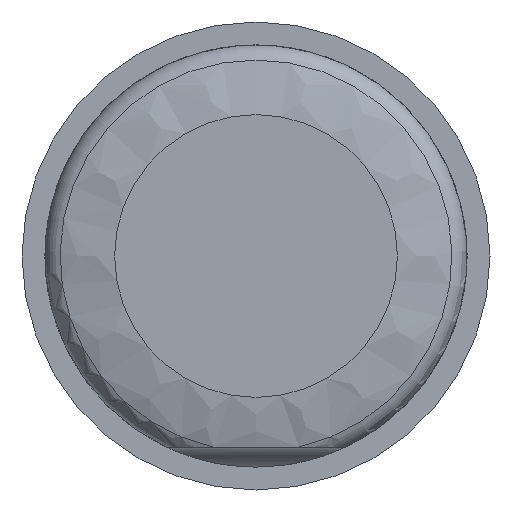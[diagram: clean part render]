
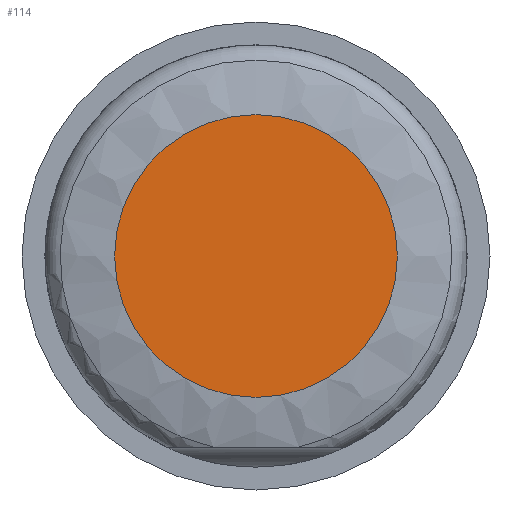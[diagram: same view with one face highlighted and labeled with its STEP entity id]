
A CAD part, front view. The second image highlights one B-rep face of the part: STEP entity #114.
In plain terms, the highlighted planar face has unit normal (0, -1, 0).
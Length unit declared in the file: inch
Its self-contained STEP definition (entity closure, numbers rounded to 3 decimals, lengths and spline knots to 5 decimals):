
#97=PLANE('',#241);
#103=FACE_OUTER_BOUND('',#157,.T.);
#114=ADVANCED_FACE('',(#103),#97,.F.);
#157=EDGE_LOOP('',(#181));
#181=ORIENTED_EDGE('',*,*,#211,.T.);
#198=VERTEX_POINT('',#332);
#211=EDGE_CURVE('',#198,#198,#221,.T.);
#221=CIRCLE('',#232,0.355);
#232=AXIS2_PLACEMENT_3D('',#331,#259,#260);
#241=AXIS2_PLACEMENT_3D('',#379,#277,#278);
#259=DIRECTION('',(0.,-1.,0.));
#260=DIRECTION('',(0.,0.,-1.));
#277=DIRECTION('',(0.,1.,0.));
#278=DIRECTION('',(0.,0.,1.));
#331=CARTESIAN_POINT('',(0.,0.,0.));
#332=CARTESIAN_POINT('',(0.,0.,-0.355));
#379=CARTESIAN_POINT('',(0.,0.,0.355));
